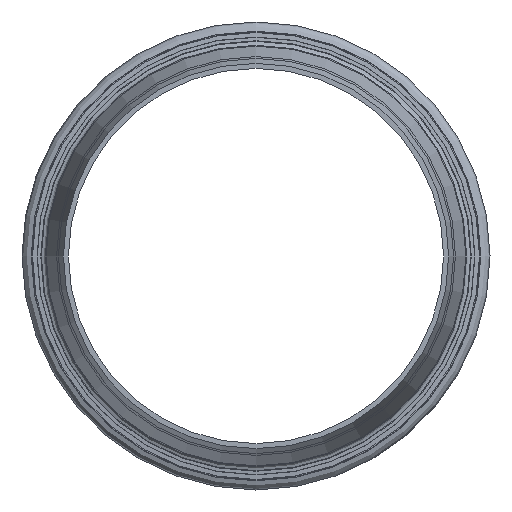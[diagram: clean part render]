
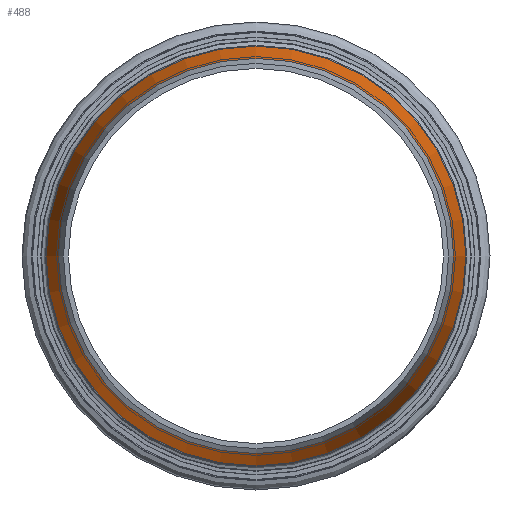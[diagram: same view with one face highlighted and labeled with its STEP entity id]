
A CAD part, front view. The second image highlights one B-rep face of the part: STEP entity #488.
In plain terms, the highlighted conical face has half-angle 15 degrees and reference radius 38.825 mm.
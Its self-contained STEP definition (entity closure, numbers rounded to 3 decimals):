
#36=CONICAL_SURFACE('',#594,38.825,0.262);
#63=FACE_OUTER_BOUND('',#94,.T.);
#94=EDGE_LOOP('',(#440,#441,#442,#443));
#112=LINE('',#931,#128);
#128=VECTOR('',#778,38.825);
#184=CIRCLE('',#593,40.);
#185=CIRCLE('',#595,37.65);
#231=VERTEX_POINT('',#925);
#232=VERTEX_POINT('',#929);
#300=EDGE_CURVE('',#231,#231,#184,.T.);
#302=EDGE_CURVE('',#232,#232,#185,.T.);
#303=EDGE_CURVE('',#232,#231,#112,.T.);
#440=ORIENTED_EDGE('',*,*,#302,.F.);
#441=ORIENTED_EDGE('',*,*,#303,.T.);
#442=ORIENTED_EDGE('',*,*,#300,.T.);
#443=ORIENTED_EDGE('',*,*,#303,.F.);
#488=ADVANCED_FACE('',(#63),#36,.T.);
#593=AXIS2_PLACEMENT_3D('',#926,#771,#772);
#594=AXIS2_PLACEMENT_3D('',#928,#774,#775);
#595=AXIS2_PLACEMENT_3D('',#930,#776,#777);
#771=DIRECTION('center_axis',(0.,-1.,0.));
#772=DIRECTION('ref_axis',(1.,0.,0.));
#774=DIRECTION('center_axis',(0.,1.,0.));
#775=DIRECTION('ref_axis',(-1.,0.,0.));
#776=DIRECTION('center_axis',(0.,-1.,0.));
#777=DIRECTION('ref_axis',(1.,0.,0.));
#778=DIRECTION('',(0.259,0.966,0.));
#925=CARTESIAN_POINT('',(40.,-46.963,0.));
#926=CARTESIAN_POINT('Origin',(0.,-46.963,0.));
#928=CARTESIAN_POINT('Origin',(0.,-51.348,0.));
#929=CARTESIAN_POINT('',(37.65,-55.734,0.));
#930=CARTESIAN_POINT('Origin',(0.,-55.734,0.));
#931=CARTESIAN_POINT('',(38.825,-51.348,0.));
